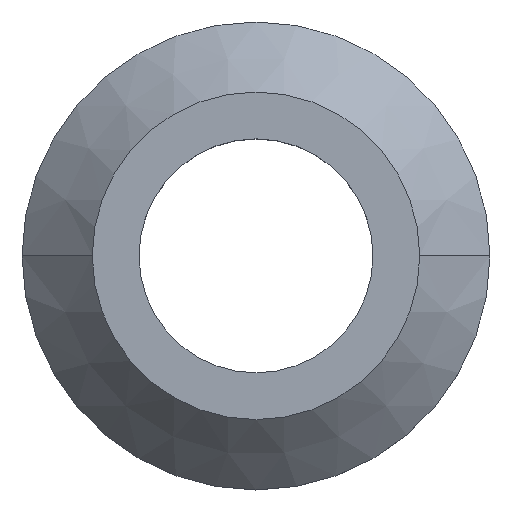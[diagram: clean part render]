
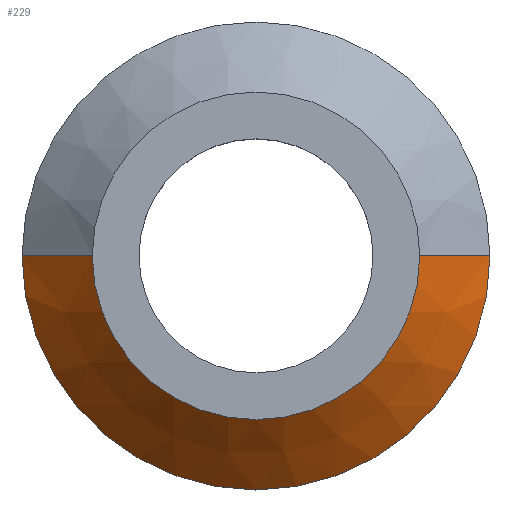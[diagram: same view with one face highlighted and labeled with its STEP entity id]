
A CAD part, top view. The second image highlights one B-rep face of the part: STEP entity #229.
In plain terms, the highlighted conical face has half-angle 45 degrees and reference radius 7 mm.
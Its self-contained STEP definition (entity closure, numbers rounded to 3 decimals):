
#1 = VERTEX_POINT ( 'NONE', #285 ) ;
#4 = CARTESIAN_POINT ( 'NONE',  ( 0., 0., 2. ) ) ;
#7 = LINE ( 'NONE', #226, #191 ) ;
#8 = DIRECTION ( 'NONE',  ( -1., 0., 0. ) ) ;
#14 = CARTESIAN_POINT ( 'NONE',  ( 0., 0., 5. ) ) ;
#22 = ORIENTED_EDGE ( 'NONE', *, *, #219, .F. ) ;
#41 = ORIENTED_EDGE ( 'NONE', *, *, #119, .T. ) ;
#44 = DIRECTION ( 'NONE',  ( 0., 0., 1. ) ) ;
#51 = EDGE_CURVE ( 'NONE', #287, #1, #259, .T. ) ;
#73 = CIRCLE ( 'NONE', #129, 7. ) ;
#82 = AXIS2_PLACEMENT_3D ( 'NONE', #4, #128, #104 ) ;
#100 = ORIENTED_EDGE ( 'NONE', *, *, #138, .F. ) ;
#104 = DIRECTION ( 'NONE',  ( 1., 0., 0. ) ) ;
#119 = EDGE_CURVE ( 'NONE', #210, #280, #7, .T. ) ;
#128 = DIRECTION ( 'NONE',  ( 0., 0., -1. ) ) ;
#129 = AXIS2_PLACEMENT_3D ( 'NONE', #14, #44, #181 ) ;
#138 = EDGE_CURVE ( 'NONE', #210, #287, #73, .T. ) ;
#148 = CARTESIAN_POINT ( 'NONE',  ( -7., 0., 5. ) ) ;
#150 = CONICAL_SURFACE ( 'NONE', #227, 7., 0.785 ) ;
#151 = DIRECTION ( 'NONE',  ( 0.707, 0., -0.707 ) ) ;
#152 = CARTESIAN_POINT ( 'NONE',  ( 7., 0., 5. ) ) ;
#162 = VECTOR ( 'NONE', #151, 1000. ) ;
#172 = CARTESIAN_POINT ( 'NONE',  ( 7., 0., 5. ) ) ;
#181 = DIRECTION ( 'NONE',  ( 1., 0., 0. ) ) ;
#182 = EDGE_LOOP ( 'NONE', ( #279, #100, #41, #22 ) ) ;
#183 = DIRECTION ( 'NONE',  ( -0.707, 0., -0.707 ) ) ;
#191 = VECTOR ( 'NONE', #183, 1000. ) ;
#210 = VERTEX_POINT ( 'NONE', #148 ) ;
#219 = EDGE_CURVE ( 'NONE', #1, #280, #284, .T. ) ;
#222 = CARTESIAN_POINT ( 'NONE',  ( 0., 0., 5. ) ) ;
#224 = FACE_OUTER_BOUND ( 'NONE', #182, .T. ) ;
#226 = CARTESIAN_POINT ( 'NONE',  ( -7., 0., 5. ) ) ;
#227 = AXIS2_PLACEMENT_3D ( 'NONE', #222, #242, #8 ) ;
#229 = ADVANCED_FACE ( 'NONE', ( #224 ), #150, .T. ) ;
#242 = DIRECTION ( 'NONE',  ( 0., 0., -1. ) ) ;
#259 = LINE ( 'NONE', #172, #162 ) ;
#279 = ORIENTED_EDGE ( 'NONE', *, *, #51, .F. ) ;
#280 = VERTEX_POINT ( 'NONE', #283 ) ;
#283 = CARTESIAN_POINT ( 'NONE',  ( -10., 0., 2. ) ) ;
#284 = CIRCLE ( 'NONE', #82, 10. ) ;
#285 = CARTESIAN_POINT ( 'NONE',  ( 10., 0., 2. ) ) ;
#287 = VERTEX_POINT ( 'NONE', #152 ) ;
